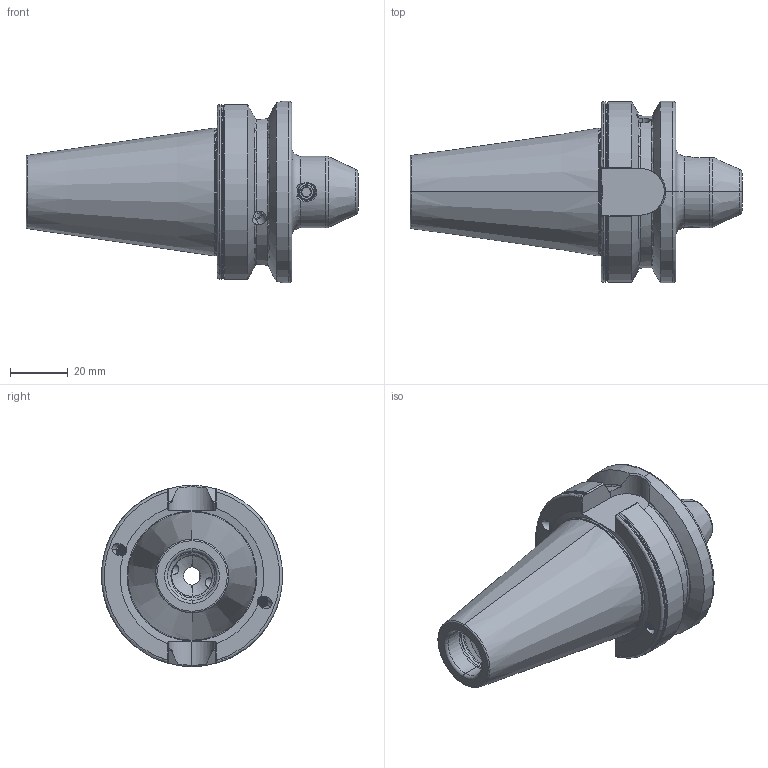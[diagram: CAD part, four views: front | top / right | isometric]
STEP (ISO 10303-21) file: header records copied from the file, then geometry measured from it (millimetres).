
FILE_DESCRIPTION (( 'STEP AP203' ), '1' );
FILE_NAME ('DC.406.04.06.K.STEP', '2017-10-18T02:09:47', ( '' ), ( '' ), 'SwSTEP 2.0', 'SolidWorks 2012', '' );
FILE_SCHEMA (( 'CONFIG_CONTROL_DESIGN' ));
Length unit declared in the file: millimetre
Products named in the file (3): DC.406.04.06.K; 側固6_M6x1_10L
Assembly tree (2 placements, depth 2):
  DC.406.04.06.K
    DC.406.04.06.K
    側固6_M6x1_10L
Bounding box: 115.4 x 63 x 63 mm (x, y, z)
Volume: 129271.5 mm3; surface area: 26680.4 mm2
Topology: 3 solids, 3 shells, 310 faces, 859 edges, 551 vertices
Faces by surface type: cylinder 140, plane 55, torus 46, cone 41, bspline 26, sphere 2
Entity records: 22370 total; most frequent: CARTESIAN_POINT 15139, ORIENTED_EDGE 1706, DIRECTION 1203, EDGE_CURVE 853, VERTEX_POINT 551, AXIS2_PLACEMENT_3D 485, EDGE_LOOP 324, FACE_OUTER_BOUND 310
